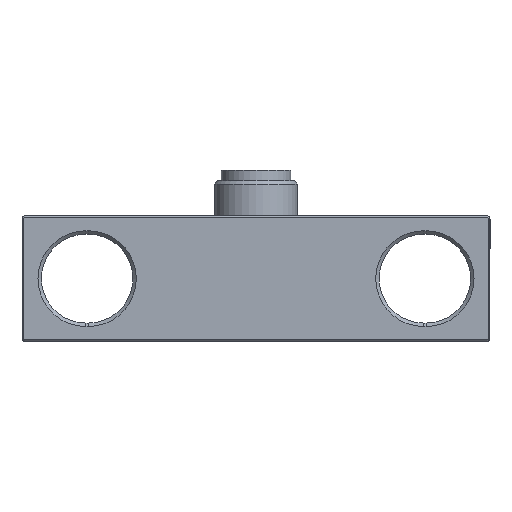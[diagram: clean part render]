
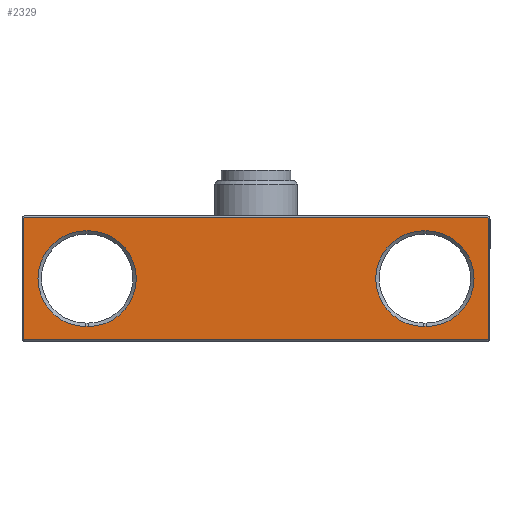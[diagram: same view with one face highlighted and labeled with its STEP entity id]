
A CAD part, front view. The second image highlights one B-rep face of the part: STEP entity #2329.
In plain terms, the highlighted planar face has unit normal (0, -1, 0).
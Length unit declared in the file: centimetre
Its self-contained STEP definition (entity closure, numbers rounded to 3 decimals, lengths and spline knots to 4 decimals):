
#60 = FACE_BOUND ( 'NONE', #427, .T. ) ;
#114 = VECTOR ( 'NONE', #1766, 100. ) ;
#117 = LINE ( 'NONE', #1765, #114 ) ;
#170 = LINE ( 'NONE', #721, #173 ) ;
#172 = VECTOR ( 'NONE', #717, 100. ) ;
#173 = VECTOR ( 'NONE', #722, 100. ) ;
#175 = CIRCLE ( 'NONE', #2852, 0.0127 ) ;
#176 = CIRCLE ( 'NONE', #2856, 0.3569 ) ;
#177 = CIRCLE ( 'NONE', #2853, 0.0127 ) ;
#181 = LINE ( 'NONE', #732, #183 ) ;
#183 = VECTOR ( 'NONE', #728, 100. ) ;
#184 = LINE ( 'NONE', #747, #197 ) ;
#189 = VECTOR ( 'NONE', #745, 100. ) ;
#192 = LINE ( 'NONE', #744, #189 ) ;
#193 = FACE_OUTER_BOUND ( 'NONE', #434, .T. ) ;
#197 = VECTOR ( 'NONE', #749, 100. ) ;
#198 = CIRCLE ( 'NONE', #2877, 0.0127 ) ;
#203 = CIRCLE ( 'NONE', #2850, 0.0127 ) ;
#204 = LINE ( 'NONE', #712, #172 ) ;
#217 = CIRCLE ( 'NONE', #2875, 0.3569 ) ;
#219 = CIRCLE ( 'NONE', #2878, 0.3569 ) ;
#223 = LINE ( 'NONE', #1900, #236 ) ;
#225 = LINE ( 'NONE', #1911, #227 ) ;
#227 = VECTOR ( 'NONE', #1907, 100. ) ;
#231 = CIRCLE ( 'NONE', #2851, 0.3569 ) ;
#235 = FACE_BOUND ( 'NONE', #515, .T. ) ;
#236 = VECTOR ( 'NONE', #1908, 100. ) ;
#321 = AXIS2_PLACEMENT_3D ( 'NONE', #2593, #2591, #2597 ) ;
#400 = VERTEX_POINT ( 'NONE', #1719 ) ;
#405 = VERTEX_POINT ( 'NONE', #1699 ) ;
#426 = VERTEX_POINT ( 'NONE', #1622 ) ;
#427 = EDGE_LOOP ( 'NONE', ( #901, #1096, #1220, #1049 ) ) ;
#429 = VERTEX_POINT ( 'NONE', #1643 ) ;
#434 = EDGE_LOOP ( 'NONE', ( #1200, #955, #867, #1004, #1149, #795, #1100, #1079 ) ) ;
#436 = VERTEX_POINT ( 'NONE', #1685 ) ;
#515 = EDGE_LOOP ( 'NONE', ( #793, #783, #852, #764 ) ) ;
#639 = CARTESIAN_POINT ( 'NONE',  ( 1.27, 0., 0.3569 ) ) ;
#710 = DIRECTION ( 'NONE',  ( 0., -1., 0. ) ) ;
#711 = DIRECTION ( 'NONE',  ( 0., 0., 1. ) ) ;
#712 = CARTESIAN_POINT ( 'NONE',  ( 1.7335, 0., -0.4699 ) ) ;
#713 = CARTESIAN_POINT ( 'NONE',  ( -1.7208, 0., -0.4445 ) ) ;
#714 = DIRECTION ( 'NONE',  ( 0., -1., 0. ) ) ;
#715 = DIRECTION ( 'NONE',  ( 0., 0., 1. ) ) ;
#717 = DIRECTION ( 'NONE',  ( 0., 0., 1. ) ) ;
#721 = CARTESIAN_POINT ( 'NONE',  ( 0., 0., 0.3569 ) ) ;
#722 = DIRECTION ( 'NONE',  ( 1., 0., 0. ) ) ;
#725 = CARTESIAN_POINT ( 'NONE',  ( -1.7208, 0., 0.4445 ) ) ;
#726 = DIRECTION ( 'NONE',  ( 0., -1., 0. ) ) ;
#727 = DIRECTION ( 'NONE',  ( 0., 0., 1. ) ) ;
#728 = DIRECTION ( 'NONE',  ( -1., 0., 0. ) ) ;
#729 = CARTESIAN_POINT ( 'NONE',  ( 1.7209, 0., 0.4445 ) ) ;
#730 = DIRECTION ( 'NONE',  ( 0., -1., 0. ) ) ;
#731 = DIRECTION ( 'NONE',  ( 0., 0., 1. ) ) ;
#732 = CARTESIAN_POINT ( 'NONE',  ( 0., 0., 0.4572 ) ) ;
#735 = CARTESIAN_POINT ( 'NONE',  ( 1.27, 0., 0. ) ) ;
#736 = DIRECTION ( 'NONE',  ( 0., 1., 0. ) ) ;
#737 = DIRECTION ( 'NONE',  ( 0., 0., -1. ) ) ;
#744 = CARTESIAN_POINT ( 'NONE',  ( 0., 0., -0.4572 ) ) ;
#745 = DIRECTION ( 'NONE',  ( 1., 0., 0. ) ) ;
#747 = CARTESIAN_POINT ( 'NONE',  ( -1.7335, 0., -0.4699 ) ) ;
#749 = DIRECTION ( 'NONE',  ( 0., 0., -1. ) ) ;
#764 = ORIENTED_EDGE ( 'NONE', *, *, #1358, .T. ) ;
#783 = ORIENTED_EDGE ( 'NONE', *, *, #1356, .T. ) ;
#793 = ORIENTED_EDGE ( 'NONE', *, *, #1357, .T. ) ;
#795 = ORIENTED_EDGE ( 'NONE', *, *, #1376, .T. ) ;
#852 = ORIENTED_EDGE ( 'NONE', *, *, #1455, .T. ) ;
#867 = ORIENTED_EDGE ( 'NONE', *, *, #1368, .T. ) ;
#901 = ORIENTED_EDGE ( 'NONE', *, *, #1367, .T. ) ;
#955 = ORIENTED_EDGE ( 'NONE', *, *, #1372, .T. ) ;
#1004 = ORIENTED_EDGE ( 'NONE', *, *, #1378, .T. ) ;
#1049 = ORIENTED_EDGE ( 'NONE', *, *, #1352, .T. ) ;
#1079 = ORIENTED_EDGE ( 'NONE', *, *, #1364, .T. ) ;
#1096 = ORIENTED_EDGE ( 'NONE', *, *, #1371, .T. ) ;
#1100 = ORIENTED_EDGE ( 'NONE', *, *, #1361, .T. ) ;
#1149 = ORIENTED_EDGE ( 'NONE', *, *, #1362, .T. ) ;
#1200 = ORIENTED_EDGE ( 'NONE', *, *, #1369, .T. ) ;
#1220 = ORIENTED_EDGE ( 'NONE', *, *, #1355, .T. ) ;
#1352 = EDGE_CURVE ( 'NONE', #436, #2013, #219, .T. ) ;
#1355 = EDGE_CURVE ( 'NONE', #2025, #436, #223, .T. ) ;
#1356 = EDGE_CURVE ( 'NONE', #2699, #405, #217, .T. ) ;
#1357 = EDGE_CURVE ( 'NONE', #2004, #2699, #225, .T. ) ;
#1358 = EDGE_CURVE ( 'NONE', #426, #2004, #231, .T. ) ;
#1361 = EDGE_CURVE ( 'NONE', #1983, #2018, #198, .T. ) ;
#1362 = EDGE_CURVE ( 'NONE', #400, #1991, #203, .T. ) ;
#1364 = EDGE_CURVE ( 'NONE', #2018, #2023, #204, .T. ) ;
#1367 = EDGE_CURVE ( 'NONE', #2013, #2016, #170, .T. ) ;
#1368 = EDGE_CURVE ( 'NONE', #429, #2021, #175, .T. ) ;
#1369 = EDGE_CURVE ( 'NONE', #2023, #1997, #177, .T. ) ;
#1371 = EDGE_CURVE ( 'NONE', #2016, #2025, #176, .T. ) ;
#1372 = EDGE_CURVE ( 'NONE', #1997, #429, #181, .T. ) ;
#1376 = EDGE_CURVE ( 'NONE', #1991, #1983, #192, .T. ) ;
#1378 = EDGE_CURVE ( 'NONE', #2021, #400, #184, .T. ) ;
#1455 = EDGE_CURVE ( 'NONE', #405, #426, #117, .T. ) ;
#1622 = CARTESIAN_POINT ( 'NONE',  ( -1.27, 0., -0.3569 ) ) ;
#1643 = CARTESIAN_POINT ( 'NONE',  ( -1.7209, 0., 0.4572 ) ) ;
#1685 = CARTESIAN_POINT ( 'NONE',  ( 1.25, 0., -0.3569 ) ) ;
#1699 = CARTESIAN_POINT ( 'NONE',  ( -1.25, 0., -0.3569 ) ) ;
#1719 = CARTESIAN_POINT ( 'NONE',  ( -1.7336, 0., -0.4445 ) ) ;
#1765 = CARTESIAN_POINT ( 'NONE',  ( 0., 0., -0.3569 ) ) ;
#1766 = DIRECTION ( 'NONE',  ( -1., 0., 0. ) ) ;
#1900 = CARTESIAN_POINT ( 'NONE',  ( 0., 0., -0.3569 ) ) ;
#1903 = CARTESIAN_POINT ( 'NONE',  ( 1.25, 0., 0. ) ) ;
#1904 = DIRECTION ( 'NONE',  ( 0., 1., 0. ) ) ;
#1905 = DIRECTION ( 'NONE',  ( 0., 0., -1. ) ) ;
#1907 = DIRECTION ( 'NONE',  ( 1., 0., 0. ) ) ;
#1908 = DIRECTION ( 'NONE',  ( -1., 0., 0. ) ) ;
#1911 = CARTESIAN_POINT ( 'NONE',  ( 0., 0., 0.3569 ) ) ;
#1912 = CARTESIAN_POINT ( 'NONE',  ( -1.25, 0., 0. ) ) ;
#1913 = DIRECTION ( 'NONE',  ( 0., 1., 0. ) ) ;
#1914 = DIRECTION ( 'NONE',  ( 0., 0., -1. ) ) ;
#1915 = CARTESIAN_POINT ( 'NONE',  ( -1.27, 0., 0. ) ) ;
#1916 = DIRECTION ( 'NONE',  ( 0., 1., 0. ) ) ;
#1917 = DIRECTION ( 'NONE',  ( 0., 0., -1. ) ) ;
#1983 = VERTEX_POINT ( 'NONE', #2155 ) ;
#1991 = VERTEX_POINT ( 'NONE', #2161 ) ;
#1997 = VERTEX_POINT ( 'NONE', #2167 ) ;
#2004 = VERTEX_POINT ( 'NONE', #2174 ) ;
#2013 = VERTEX_POINT ( 'NONE', #2183 ) ;
#2016 = VERTEX_POINT ( 'NONE', #639 ) ;
#2018 = VERTEX_POINT ( 'NONE', #2540 ) ;
#2021 = VERTEX_POINT ( 'NONE', #2543 ) ;
#2023 = VERTEX_POINT ( 'NONE', #2545 ) ;
#2025 = VERTEX_POINT ( 'NONE', #2547 ) ;
#2155 = CARTESIAN_POINT ( 'NONE',  ( 1.7209, 0., -0.4572 ) ) ;
#2161 = CARTESIAN_POINT ( 'NONE',  ( -1.7208, 0., -0.4572 ) ) ;
#2167 = CARTESIAN_POINT ( 'NONE',  ( 1.7209, 0., 0.4572 ) ) ;
#2174 = CARTESIAN_POINT ( 'NONE',  ( -1.27, 0., 0.3569 ) ) ;
#2183 = CARTESIAN_POINT ( 'NONE',  ( 1.25, 0., 0.3569 ) ) ;
#2329 = ADVANCED_FACE ( 'NONE', ( #193, #60, #235 ), #2595, .T. ) ;
#2540 = CARTESIAN_POINT ( 'NONE',  ( 1.7335, 0., -0.4445 ) ) ;
#2543 = CARTESIAN_POINT ( 'NONE',  ( -1.7336, 0., 0.4445 ) ) ;
#2545 = CARTESIAN_POINT ( 'NONE',  ( 1.7335, 0., 0.4445 ) ) ;
#2547 = CARTESIAN_POINT ( 'NONE',  ( 1.27, 0., -0.3569 ) ) ;
#2591 = DIRECTION ( 'NONE',  ( 0., -1., 0. ) ) ;
#2593 = CARTESIAN_POINT ( 'NONE',  ( 0., 0., -0.4699 ) ) ;
#2595 = PLANE ( 'NONE',  #321 ) ;
#2597 = DIRECTION ( 'NONE',  ( 1., 0., 0. ) ) ;
#2624 = CARTESIAN_POINT ( 'NONE',  ( -1.25, 0., 0.3569 ) ) ;
#2699 = VERTEX_POINT ( 'NONE', #2624 ) ;
#2850 = AXIS2_PLACEMENT_3D ( 'NONE', #713, #714, #715 ) ;
#2851 = AXIS2_PLACEMENT_3D ( 'NONE', #1915, #1916, #1917 ) ;
#2852 = AXIS2_PLACEMENT_3D ( 'NONE', #725, #726, #727 ) ;
#2853 = AXIS2_PLACEMENT_3D ( 'NONE', #729, #730, #731 ) ;
#2856 = AXIS2_PLACEMENT_3D ( 'NONE', #735, #736, #737 ) ;
#2875 = AXIS2_PLACEMENT_3D ( 'NONE', #1912, #1913, #1914 ) ;
#2877 = AXIS2_PLACEMENT_3D ( 'NONE', #3008, #710, #711 ) ;
#2878 = AXIS2_PLACEMENT_3D ( 'NONE', #1903, #1904, #1905 ) ;
#3008 = CARTESIAN_POINT ( 'NONE',  ( 1.7209, 0., -0.4445 ) ) ;
